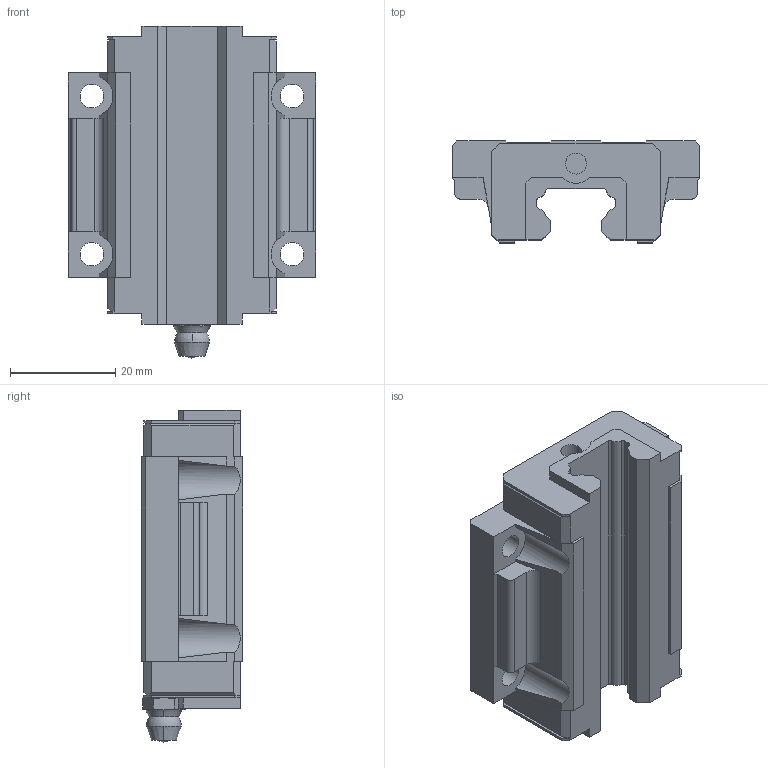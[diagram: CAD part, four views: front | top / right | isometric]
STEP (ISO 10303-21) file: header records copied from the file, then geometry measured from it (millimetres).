
FILE_DESCRIPTION (( 'STEP AP203' ), '1' );
FILE_NAME ('6709K11.STEP', '2017-12-11T14:25:05', ( '' ), ( '' ), 'SwSTEP 2.0', 'SolidWorks 2014', '' );
FILE_SCHEMA (( 'CONFIG_CONTROL_DESIGN' ));
Length unit declared in the file: inch
Products named in the file (1): 6709K11
Bounding box: 47 x 19.3 x 63.01 mm (x, y, z)
Volume: 30564 mm3; surface area: 10028.4 mm2
Topology: 2 solids, 2 shells, 175 faces, 496 edges, 329 vertices
Faces by surface type: plane 127, cylinder 30, cone 12, sphere 4, torus 2
Entity records: 5765 total; most frequent: CARTESIAN_POINT 1139, ORIENTED_EDGE 992, DIRECTION 888, EDGE_CURVE 496, VECTOR 372, LINE 372, VERTEX_POINT 329, AXIS2_PLACEMENT_3D 258
